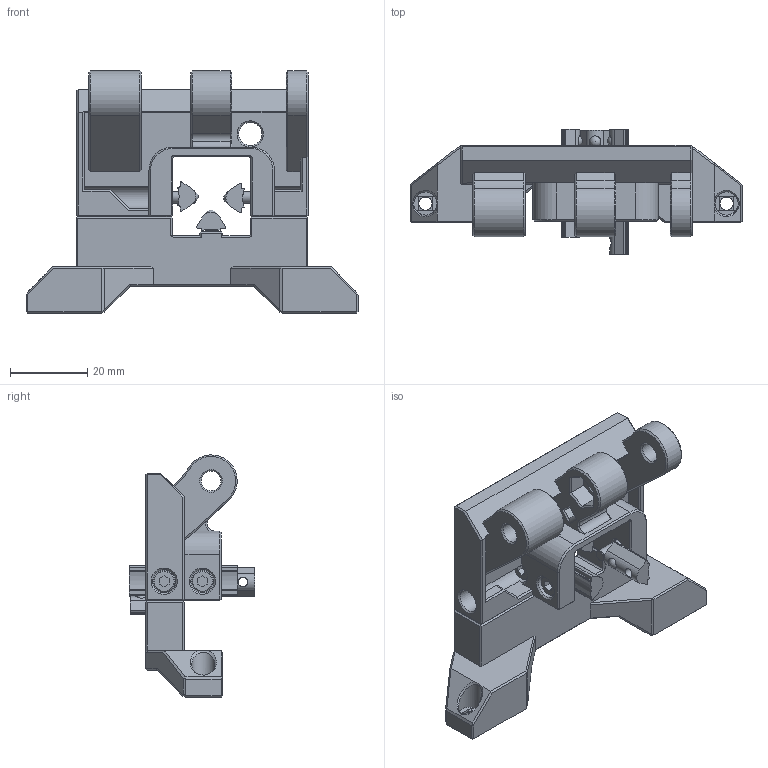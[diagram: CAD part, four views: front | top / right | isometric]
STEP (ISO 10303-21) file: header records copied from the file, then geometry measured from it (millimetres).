
FILE_DESCRIPTION(/* description */ (''),/* implementation_level */ '2;1');
FILE_NAME(/* name */ 'End_No_Bypass.step',/* time_stamp */ '2024-01-28T11:50:51+01:00',/* author */ (''),/* organization */ (''),/* preprocessor_version */ 'ST-DEVELOPER v20',/* originating_system */ 'Autodesk Translation Framework v12.14.0.127',/* authorisation */ '');
FILE_SCHEMA (('AUTOMOTIVE_DESIGN { 1 0 10303 214 3 1 1 }'));
Length unit declared in the file: millimetre
Products named in the file (12): (Unsaved); ERCF V2; 3. End Block; 3.1 End Bypass Foot; Fasteners (30); M3 Roll-in Nut (8); M3x8 SHCS v2 (8); 3.2 End No Bypass; Hardware (32); Fasteners (28); M3x8 SHCS v2 (x4); M3 Roll-in Nut (x4) (1)
Assembly tree (11 placements, depth 7):
  (Unsaved)
    ERCF V2
      3. End Block
        3.1 End Bypass Foot
          Fasteners (30)
            M3 Roll-in Nut (8)
            M3x8 SHCS v2 (8)
        3.2 End No Bypass
          Hardware (32)
            Fasteners (28)
              M3x8 SHCS v2 (x4)
              M3 Roll-in Nut (x4) (1)
Bounding box: 86 x 32.4 x 62.75 mm (x, y, z)
Volume: 37670.8 mm3; surface area: 19023.4 mm2
Topology: 12 solids, 12 shells, 815 faces, 2045 edges, 1267 vertices
Faces by surface type: plane 409, bspline 199, cylinder 129, cone 72, sphere 5, torus 1
Full cylindrical faces by diameter (mm): 2.35 x15, 2.459 x5, 3 x23, 3.3 x1, 3.4 x2, 3.5 x4, 5.1 x3, 5.5 x5, 6 x8
Entity records: 26759 total; most frequent: CARTESIAN_POINT 7852, ORIENTED_EDGE 4080, DIRECTION 3744, EDGE_CURVE 2040, AXIS2_PLACEMENT_3D 1326, VERTEX_POINT 1267, LINE 1092, VECTOR 1092
